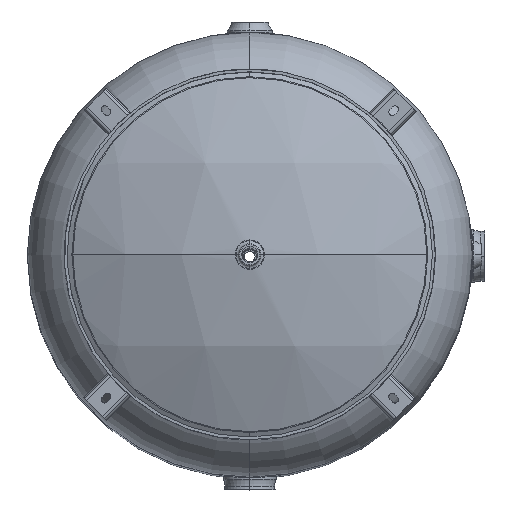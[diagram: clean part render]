
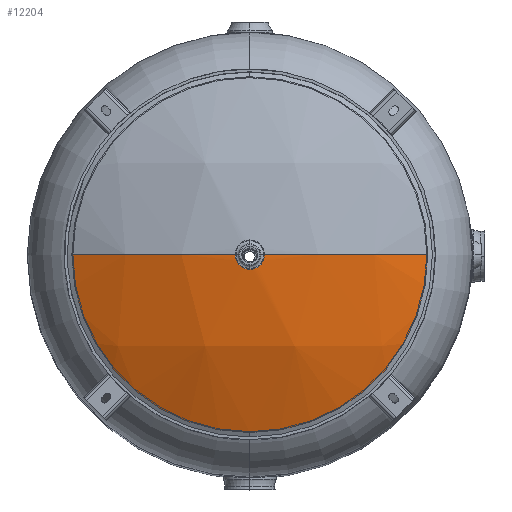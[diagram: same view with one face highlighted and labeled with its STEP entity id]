
A CAD part, top view. The second image highlights one B-rep face of the part: STEP entity #12204.
In plain terms, the highlighted spherical face has radius 822.96 mm.
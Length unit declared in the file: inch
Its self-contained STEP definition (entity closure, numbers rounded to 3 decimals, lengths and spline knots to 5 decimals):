
#1956 = CARTESIAN_POINT ( 'NONE',  ( 0., 0., 14.1 ) ) ;
#1957 = DIRECTION ( 'NONE',  ( 0., 1., 0. ) ) ;
#1958 = DIRECTION ( 'NONE',  ( 0., 0., 1. ) ) ;
#1959 = CARTESIAN_POINT ( 'NONE',  ( 0., 0., 43.12413 ) ) ;
#1960 = DIRECTION ( 'NONE',  ( 0., 0., -1. ) ) ;
#1961 = DIRECTION ( 'NONE',  ( 0., 1., 0. ) ) ;
#1962 = CARTESIAN_POINT ( 'NONE',  ( 0., 0., 14.1 ) ) ;
#1963 = DIRECTION ( 'NONE',  ( 0., -1., 0. ) ) ;
#1964 = DIRECTION ( 'NONE',  ( 1., 0., 0. ) ) ;
#1966 = CARTESIAN_POINT ( 'NONE',  ( 0., 0., 46.48812 ) ) ;
#1967 = DIRECTION ( 'NONE',  ( 0., 0., 1. ) ) ;
#1968 = DIRECTION ( 'NONE',  ( -1., 0., 0. ) ) ;
#2016 = CARTESIAN_POINT ( 'NONE',  ( 0., 0., 14.1 ) ) ;
#2020 = FACE_OUTER_BOUND ( 'NONE', #14474, .T. ) ;
#2021 = SPHERICAL_SURFACE ( 'NONE', #8373, 32.4 ) ;
#2023 = DIRECTION ( 'NONE',  ( 0., -1., 0. ) ) ;
#2024 = DIRECTION ( 'NONE',  ( 1., 0., 0. ) ) ;
#2901 = CIRCLE ( 'NONE', #2907, 14.4 ) ;
#2907 = AXIS2_PLACEMENT_3D ( 'NONE', #7396, #7397, #7398 ) ;
#4333 = ORIENTED_EDGE ( 'NONE', *, *, #12192, .F. ) ;
#4334 = ORIENTED_EDGE ( 'NONE', *, *, #11881, .F. ) ;
#4335 = ORIENTED_EDGE ( 'NONE', *, *, #12193, .F. ) ;
#4336 = ORIENTED_EDGE ( 'NONE', *, *, #12194, .T. ) ;
#4337 = ORIENTED_EDGE ( 'NONE', *, *, #12195, .F. ) ;
#4574 = VERTEX_POINT ( 'NONE', #14032 ) ;
#4577 = VERTEX_POINT ( 'NONE', #14035 ) ;
#4579 = VERTEX_POINT ( 'NONE', #14037 ) ;
#4581 = VERTEX_POINT ( 'NONE', #14039 ) ;
#4932 = VERTEX_POINT ( 'NONE', #14074 ) ;
#7396 = CARTESIAN_POINT ( 'NONE',  ( 0., 0., 43.12413 ) ) ;
#7397 = DIRECTION ( 'NONE',  ( 0., 0., -1. ) ) ;
#7398 = DIRECTION ( 'NONE',  ( 0., 1., 0. ) ) ;
#8345 = CIRCLE ( 'NONE', #8356, 32.4 ) ;
#8353 = CIRCLE ( 'NONE', #8362, 0.8775 ) ;
#8354 = CIRCLE ( 'NONE', #8358, 14.4 ) ;
#8356 = AXIS2_PLACEMENT_3D ( 'NONE', #1956, #1957, #1958 ) ;
#8357 = CIRCLE ( 'NONE', #8360, 32.4 ) ;
#8358 = AXIS2_PLACEMENT_3D ( 'NONE', #1959, #1960, #1961 ) ;
#8360 = AXIS2_PLACEMENT_3D ( 'NONE', #1962, #1963, #1964 ) ;
#8362 = AXIS2_PLACEMENT_3D ( 'NONE', #1966, #1967, #1968 ) ;
#8373 = AXIS2_PLACEMENT_3D ( 'NONE', #2016, #2023, #2024 ) ;
#11881 = EDGE_CURVE ( 'NONE', #4579, #4932, #2901, .T. ) ;
#12192 = EDGE_CURVE ( 'NONE', #4577, #4579, #8345, .T. ) ;
#12193 = EDGE_CURVE ( 'NONE', #4932, #4574, #8354, .T. ) ;
#12194 = EDGE_CURVE ( 'NONE', #4581, #4574, #8357, .T. ) ;
#12195 = EDGE_CURVE ( 'NONE', #4581, #4577, #8353, .T. ) ;
#12204 = ADVANCED_FACE ( 'NONE', ( #2020 ), #2021, .T. ) ;
#14032 = CARTESIAN_POINT ( 'NONE',  ( -14.4, 0., 43.12413 ) ) ;
#14035 = CARTESIAN_POINT ( 'NONE',  ( 0.8775, 0., 46.48812 ) ) ;
#14037 = CARTESIAN_POINT ( 'NONE',  ( 14.4, 0., 43.12413 ) ) ;
#14039 = CARTESIAN_POINT ( 'NONE',  ( -0.8775, 0., 46.48812 ) ) ;
#14074 = CARTESIAN_POINT ( 'NONE',  ( 0., -14.4, 43.12413 ) ) ;
#14474 = EDGE_LOOP ( 'NONE', ( #4337, #4336, #4335, #4334, #4333 ) ) ;
